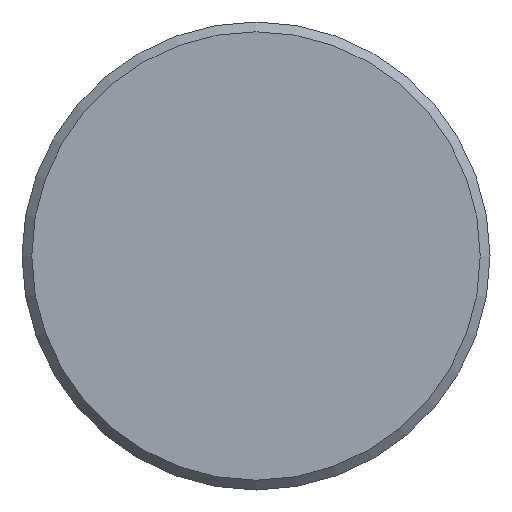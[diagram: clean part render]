
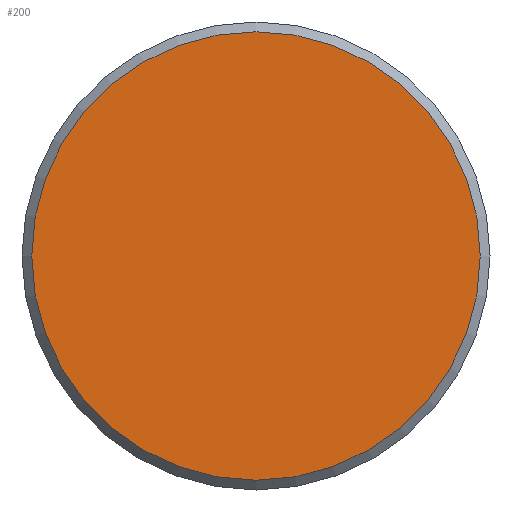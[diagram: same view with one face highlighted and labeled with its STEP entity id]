
A CAD part, left-side view. The second image highlights one B-rep face of the part: STEP entity #200.
In plain terms, the highlighted planar face has unit normal (-1, 0, 0).
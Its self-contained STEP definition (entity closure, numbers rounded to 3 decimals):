
#28=ORIENTED_EDGE('',*,*,#48,.F.);
#48=EDGE_CURVE('',#58,#58,#68,.T.);
#58=VERTEX_POINT('',#284);
#68=CIRCLE('',#217,11.5);
#78=EDGE_LOOP('',(#28));
#98=FACE_BOUND('',#78,.T.);
#118=PLANE('',#216);
#200=ADVANCED_FACE('',(#98),#118,.F.);
#216=AXIS2_PLACEMENT_3D('',#282,#239,#240);
#217=AXIS2_PLACEMENT_3D('',#283,#241,#242);
#239=DIRECTION('',(1.,0.,0.));
#240=DIRECTION('',(0.,0.,-1.));
#241=DIRECTION('',(1.,0.,0.));
#242=DIRECTION('',(0.,0.,-1.));
#282=CARTESIAN_POINT('',(0.,0.,0.));
#283=CARTESIAN_POINT('',(0.,0.,0.));
#284=CARTESIAN_POINT('',(0.,0.,-11.5));
